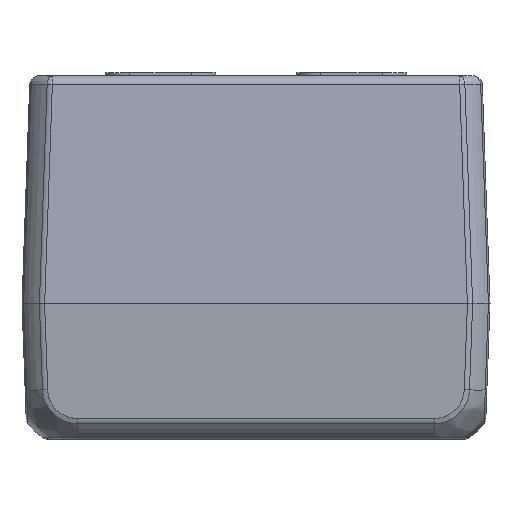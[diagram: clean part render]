
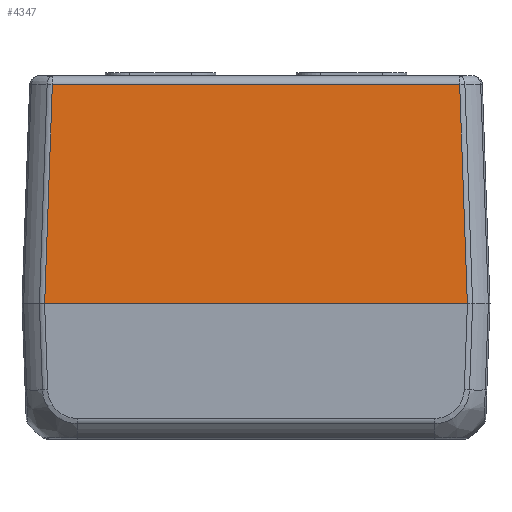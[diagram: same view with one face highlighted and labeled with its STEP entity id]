
A CAD part, left-side view. The second image highlights one B-rep face of the part: STEP entity #4347.
In plain terms, the highlighted face is planar.
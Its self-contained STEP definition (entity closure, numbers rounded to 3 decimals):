
#4 = ORIENTED_EDGE ( 'NONE', *, *, #6520, .T. ) ;
#221 = CARTESIAN_POINT ( 'NONE',  ( -36.751, -33.073, 1.947 ) ) ;
#292 = EDGE_CURVE ( 'NONE', #614, #6724, #3692, .T. ) ;
#315 = ORIENTED_EDGE ( 'NONE', *, *, #1656, .T. ) ;
#523 = VECTOR ( 'NONE', #7354, 1000. ) ;
#614 = VERTEX_POINT ( 'NONE', #5345 ) ;
#690 = EDGE_CURVE ( 'NONE', #4615, #6724, #7084, .T. ) ;
#788 = CARTESIAN_POINT ( 'NONE',  ( -38., -34.322, 37.5 ) ) ;
#1353 = DIRECTION ( 'NONE',  ( -0.999, 0., -0.035 ) ) ;
#1656 = EDGE_CURVE ( 'NONE', #3791, #4615, #3865, .T. ) ;
#2036 = CARTESIAN_POINT ( 'NONE',  ( -38., 33.468, 37.5 ) ) ;
#2493 = CARTESIAN_POINT ( 'NONE',  ( -36.7, 33.468, 0.5 ) ) ;
#2569 = FACE_OUTER_BOUND ( 'NONE', #4234, .T. ) ;
#2603 = VECTOR ( 'NONE', #2919, 1000. ) ;
#2919 = DIRECTION ( 'NONE',  ( 0.035, -0.035, -0.999 ) ) ;
#2950 = ORIENTED_EDGE ( 'NONE', *, *, #292, .F. ) ;
#3692 = LINE ( 'NONE', #6657, #523 ) ;
#3752 = DIRECTION ( 'NONE',  ( 0., 1., 0. ) ) ;
#3791 = VERTEX_POINT ( 'NONE', #788 ) ;
#3865 = LINE ( 'NONE', #2036, #7419 ) ;
#4234 = EDGE_LOOP ( 'NONE', ( #2950, #4, #315, #4911 ) ) ;
#4347 = ADVANCED_FACE ( 'NONE', ( #2569 ), #7150, .T. ) ;
#4615 = VERTEX_POINT ( 'NONE', #6405 ) ;
#4804 = CARTESIAN_POINT ( 'NONE',  ( -38., 34.322, 37.5 ) ) ;
#4911 = ORIENTED_EDGE ( 'NONE', *, *, #690, .T. ) ;
#5345 = CARTESIAN_POINT ( 'NONE',  ( -36.751, -33.073, 1.947 ) ) ;
#5405 = DIRECTION ( 'NONE',  ( -0.035, 0., 0.999 ) ) ;
#5408 = CARTESIAN_POINT ( 'NONE',  ( -36.751, 33.073, 1.947 ) ) ;
#5467 = LINE ( 'NONE', #221, #7067 ) ;
#5928 = DIRECTION ( 'NONE',  ( -0.035, -0.035, 0.999 ) ) ;
#6169 = AXIS2_PLACEMENT_3D ( 'NONE', #2493, #1353, #5405 ) ;
#6405 = CARTESIAN_POINT ( 'NONE',  ( -38., 34.322, 37.5 ) ) ;
#6520 = EDGE_CURVE ( 'NONE', #614, #3791, #5467, .T. ) ;
#6657 = CARTESIAN_POINT ( 'NONE',  ( -36.751, 33.468, 1.947 ) ) ;
#6724 = VERTEX_POINT ( 'NONE', #5408 ) ;
#7067 = VECTOR ( 'NONE', #5928, 1000. ) ;
#7084 = LINE ( 'NONE', #4804, #2603 ) ;
#7150 = PLANE ( 'NONE',  #6169 ) ;
#7354 = DIRECTION ( 'NONE',  ( 0., 1., 0. ) ) ;
#7419 = VECTOR ( 'NONE', #3752, 1000. ) ;
